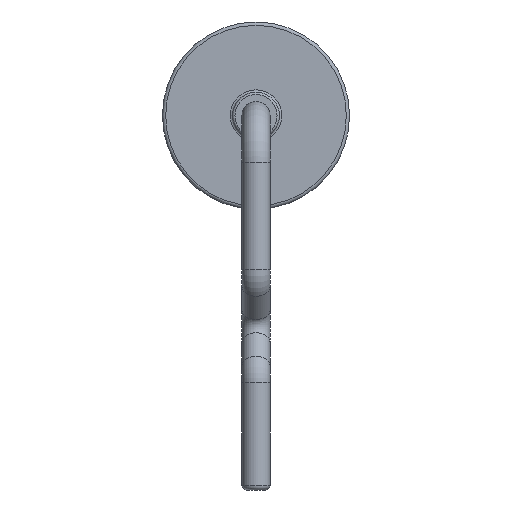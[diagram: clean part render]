
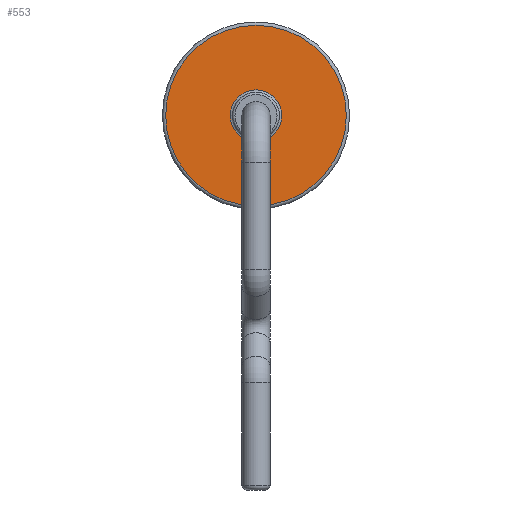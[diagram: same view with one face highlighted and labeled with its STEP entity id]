
A CAD part, left-side view. The second image highlights one B-rep face of the part: STEP entity #553.
In plain terms, the highlighted face is planar.
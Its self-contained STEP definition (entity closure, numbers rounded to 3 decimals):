
#553=ADVANCED_FACE('',(#914,#916),#918,.T.);
#914=FACE_BOUND('',#915,.T.);
#915=EDGE_LOOP('',(#1072));
#916=FACE_BOUND('',#917,.T.);
#917=EDGE_LOOP('',(#1073));
#918=PLANE('',#919);
#919=AXIS2_PLACEMENT_3D('',#920,#921,#922);
#920=CARTESIAN_POINT('',(2.,0.,0.));
#921=DIRECTION('',(1.,0.,0.));
#922=DIRECTION('',(0.,1.,0.));
#1072=ORIENTED_EDGE('',*,*,#1121,.T.);
#1073=ORIENTED_EDGE('',*,*,#1122,.F.);
#1121=EDGE_CURVE('',#1186,#1186,#1187,.T.);
#1122=EDGE_CURVE('',#1188,#1188,#1189,.T.);
#1186=VERTEX_POINT('',#1343);
#1187=CIRCLE('',#1344,1.93);
#1188=VERTEX_POINT('',#1348);
#1189=CIRCLE('',#1349,0.55);
#1343=CARTESIAN_POINT('',(2.,1.93,0.));
#1344=AXIS2_PLACEMENT_3D('',#1345,#1346,#1347);
#1345=CARTESIAN_POINT('',(2.,0.,0.));
#1346=DIRECTION('',(1.,0.,0.));
#1347=DIRECTION('',(0.,1.,0.));
#1348=CARTESIAN_POINT('',(2.,0.,0.55));
#1349=AXIS2_PLACEMENT_3D('',#1350,#1351,#1352);
#1350=CARTESIAN_POINT('',(2.,0.,0.));
#1351=DIRECTION('',(1.,0.,0.));
#1352=DIRECTION('',(0.,0.,1.));
